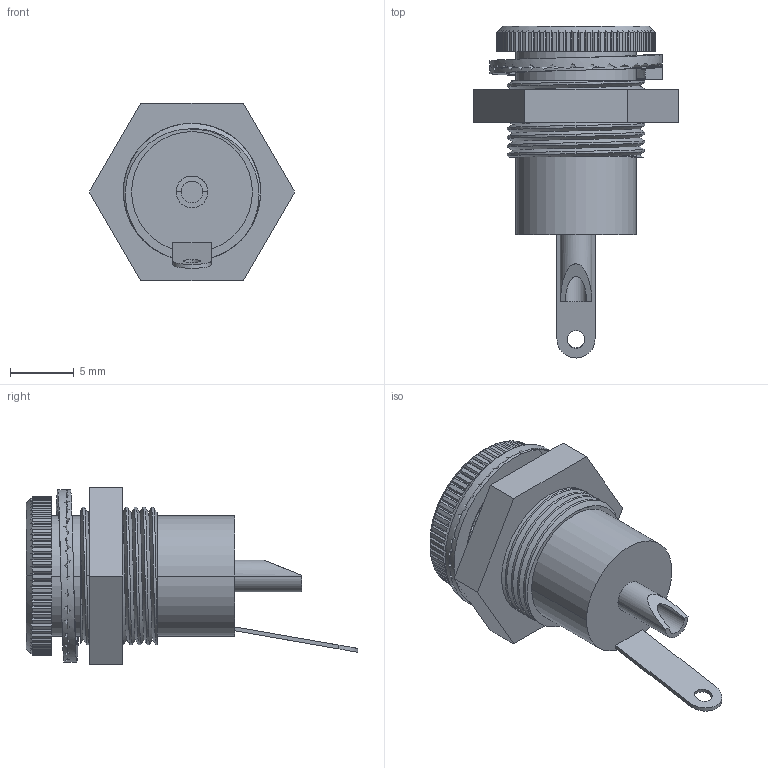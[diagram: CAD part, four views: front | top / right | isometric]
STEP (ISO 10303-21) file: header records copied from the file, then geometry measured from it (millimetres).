
FILE_DESCRIPTION((''),'2;1');
FILE_NAME('JACK-C-PANEL-8AR_ASM','2019-08-30T10:26:15',('jirenqiang'),(''),'CREO PARAMETRIC BY PTC INC, 2018050','CREO PARAMETRIC BY PTC INC, 2018050','');
FILE_SCHEMA(('CONFIG_CONTROL_DESIGN'));
Length unit declared in the file: millimetre
Products named in the file (4): JACK-C-PANEL-8A; RING; RING2; JACK-C-PANEL-8AR_ASM
Assembly tree (3 placements, depth 2):
  JACK-C-PANEL-8AR_ASM
    JACK-C-PANEL-8A
    RING
    RING2
Bounding box: 16.17 x 26.1 x 14 mm (x, y, z)
Volume: 1422.6 mm3; surface area: 1922.6 mm2
Topology: 3 solids, 3 shells, 293 faces, 829 edges, 549 vertices
Faces by surface type: plane 168, cylinder 107, bspline 16, cone 2
Entity records: 12559 total; most frequent: CARTESIAN_POINT 5115, ORIENTED_EDGE 1658, DIRECTION 1385, EDGE_CURVE 829, VERTEX_POINT 551, AXIS2_PLACEMENT_3D 473, VECTOR 439, LINE 439
